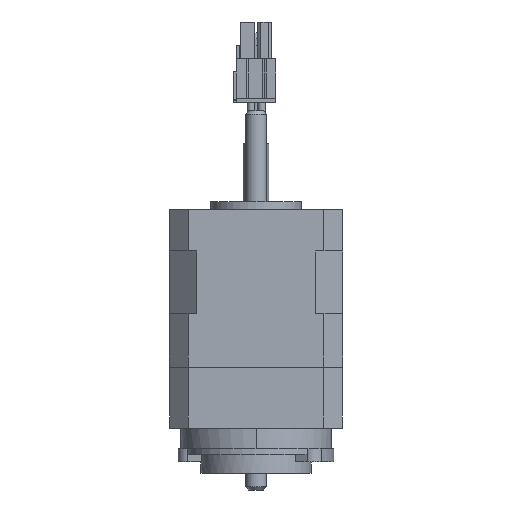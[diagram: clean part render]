
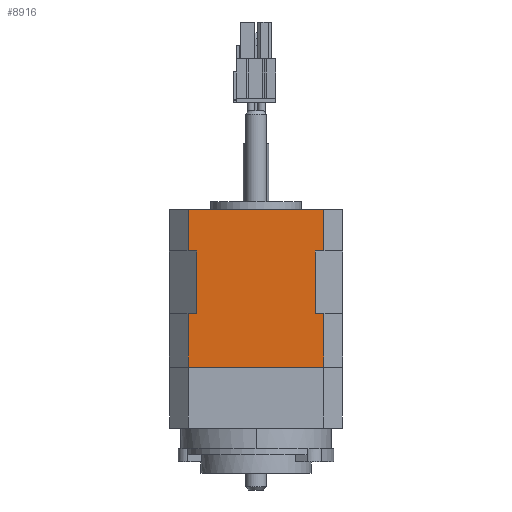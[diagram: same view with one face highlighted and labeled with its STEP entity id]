
A CAD part, front view. The second image highlights one B-rep face of the part: STEP entity #8916.
In plain terms, the highlighted planar face has unit normal (0, -1, 0).
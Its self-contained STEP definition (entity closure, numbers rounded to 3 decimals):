
#65 = VERTEX_POINT ( 'NONE', #15993 ) ;
#139 = ORIENTED_EDGE ( 'NONE', *, *, #10381, .T. ) ;
#197 = CARTESIAN_POINT ( 'NONE',  ( -16.5, -21., -10. ) ) ;
#521 = DIRECTION ( 'NONE',  ( 0., 0., 1. ) ) ;
#527 = DIRECTION ( 'NONE',  ( 1., 0., 0. ) ) ;
#965 = VECTOR ( 'NONE', #11308, 1000. ) ;
#1158 = DIRECTION ( 'NONE',  ( 0., 0., 1. ) ) ;
#1431 = ORIENTED_EDGE ( 'NONE', *, *, #13403, .T. ) ;
#1600 = DIRECTION ( 'NONE',  ( -1., 0., 0. ) ) ;
#1667 = VECTOR ( 'NONE', #6804, 1000. ) ;
#2027 = CARTESIAN_POINT ( 'NONE',  ( 21., -21., -25.1 ) ) ;
#2267 = ORIENTED_EDGE ( 'NONE', *, *, #13170, .F. ) ;
#2324 = DIRECTION ( 'NONE',  ( 1., 0., 0. ) ) ;
#3242 = VERTEX_POINT ( 'NONE', #3463 ) ;
#3463 = CARTESIAN_POINT ( 'NONE',  ( 16.5, -21., 0. ) ) ;
#3617 = ORIENTED_EDGE ( 'NONE', *, *, #16980, .F. ) ;
#3703 = FACE_OUTER_BOUND ( 'NONE', #4890, .T. ) ;
#3742 = CARTESIAN_POINT ( 'NONE',  ( -14.402, -21., -10. ) ) ;
#3762 = CARTESIAN_POINT ( 'NONE',  ( 16.5, -21., -10. ) ) ;
#4156 = EDGE_CURVE ( 'NONE', #14685, #3242, #5066, .T. ) ;
#4233 = DIRECTION ( 'NONE',  ( 0., 0., 1. ) ) ;
#4370 = DIRECTION ( 'NONE',  ( 0., 0., -1. ) ) ;
#4405 = ORIENTED_EDGE ( 'NONE', *, *, #5257, .T. ) ;
#4648 = CARTESIAN_POINT ( 'NONE',  ( -21., -21., -10. ) ) ;
#4721 = EDGE_CURVE ( 'NONE', #7427, #14103, #6904, .T. ) ;
#4890 = EDGE_LOOP ( 'NONE', ( #3617, #139, #12221, #16432, #4405, #6476, #2267, #1431, #12260, #10963, #11546, #14780 ) ) ;
#4921 = DIRECTION ( 'NONE',  ( 0., -1., 0. ) ) ;
#5066 = LINE ( 'NONE', #3762, #12073 ) ;
#5102 = CARTESIAN_POINT ( 'NONE',  ( -21., -21., -10. ) ) ;
#5257 = EDGE_CURVE ( 'NONE', #6288, #8509, #6096, .T. ) ;
#5329 = LINE ( 'NONE', #14678, #15063 ) ;
#5799 = VERTEX_POINT ( 'NONE', #3742 ) ;
#6096 = LINE ( 'NONE', #2027, #11371 ) ;
#6206 = CARTESIAN_POINT ( 'NONE',  ( 14.402, -21., -10. ) ) ;
#6288 = VERTEX_POINT ( 'NONE', #8302 ) ;
#6289 = LINE ( 'NONE', #9076, #13831 ) ;
#6476 = ORIENTED_EDGE ( 'NONE', *, *, #7267, .T. ) ;
#6489 = CARTESIAN_POINT ( 'NONE',  ( -16.5, -21., -25.1 ) ) ;
#6771 = LINE ( 'NONE', #16122, #9011 ) ;
#6804 = DIRECTION ( 'NONE',  ( 0., 0., -1. ) ) ;
#6846 = VECTOR ( 'NONE', #527, 1000. ) ;
#6904 = LINE ( 'NONE', #16265, #12353 ) ;
#7149 = EDGE_CURVE ( 'NONE', #65, #7427, #6289, .T. ) ;
#7240 = LINE ( 'NONE', #8714, #13651 ) ;
#7267 = EDGE_CURVE ( 'NONE', #8509, #13728, #8113, .T. ) ;
#7427 = VERTEX_POINT ( 'NONE', #9832 ) ;
#7493 = DIRECTION ( 'NONE',  ( -1., 0., 0. ) ) ;
#7957 = LINE ( 'NONE', #5102, #11780 ) ;
#8113 = LINE ( 'NONE', #11999, #1667 ) ;
#8302 = CARTESIAN_POINT ( 'NONE',  ( -14.402, -21., -25.1 ) ) ;
#8509 = VERTEX_POINT ( 'NONE', #6489 ) ;
#8714 = CARTESIAN_POINT ( 'NONE',  ( -16.5, -21., -10. ) ) ;
#8916 = ADVANCED_FACE ( 'NONE', ( #3703 ), #10768, .T. ) ;
#9011 = VECTOR ( 'NONE', #521, 1000. ) ;
#9076 = CARTESIAN_POINT ( 'NONE',  ( 21., -21., -25.1 ) ) ;
#9258 = CARTESIAN_POINT ( 'NONE',  ( 16.5, -21., -10. ) ) ;
#9832 = CARTESIAN_POINT ( 'NONE',  ( 14.402, -21., -25.1 ) ) ;
#10062 = VERTEX_POINT ( 'NONE', #12878 ) ;
#10197 = DIRECTION ( 'NONE',  ( 0., 0., -1. ) ) ;
#10256 = CARTESIAN_POINT ( 'NONE',  ( 16.5, -21., -10. ) ) ;
#10280 = DIRECTION ( 'NONE',  ( -1., 0., 0. ) ) ;
#10381 = EDGE_CURVE ( 'NONE', #10062, #10472, #7240, .T. ) ;
#10472 = VERTEX_POINT ( 'NONE', #197 ) ;
#10510 = DIRECTION ( 'NONE',  ( 0., 0., 1. ) ) ;
#10768 = PLANE ( 'NONE',  #10874 ) ;
#10847 = EDGE_CURVE ( 'NONE', #6288, #5799, #6771, .T. ) ;
#10874 = AXIS2_PLACEMENT_3D ( 'NONE', #12075, #4921, #10197 ) ;
#10963 = ORIENTED_EDGE ( 'NONE', *, *, #4721, .T. ) ;
#11308 = DIRECTION ( 'NONE',  ( 1., 0., 0. ) ) ;
#11371 = VECTOR ( 'NONE', #7493, 1000. ) ;
#11546 = ORIENTED_EDGE ( 'NONE', *, *, #11796, .T. ) ;
#11780 = VECTOR ( 'NONE', #2324, 1000. ) ;
#11796 = EDGE_CURVE ( 'NONE', #14103, #14685, #12427, .T. ) ;
#11999 = CARTESIAN_POINT ( 'NONE',  ( -16.5, -21., -10. ) ) ;
#12073 = VECTOR ( 'NONE', #1158, 1000. ) ;
#12075 = CARTESIAN_POINT ( 'NONE',  ( -21., -21., -10. ) ) ;
#12221 = ORIENTED_EDGE ( 'NONE', *, *, #12571, .T. ) ;
#12260 = ORIENTED_EDGE ( 'NONE', *, *, #7149, .T. ) ;
#12353 = VECTOR ( 'NONE', #4233, 1000. ) ;
#12396 = LINE ( 'NONE', #12569, #6846 ) ;
#12427 = LINE ( 'NONE', #4648, #965 ) ;
#12569 = CARTESIAN_POINT ( 'NONE',  ( -21., -21., 0. ) ) ;
#12571 = EDGE_CURVE ( 'NONE', #10472, #5799, #7957, .T. ) ;
#12878 = CARTESIAN_POINT ( 'NONE',  ( -16.5, -21., 0. ) ) ;
#12936 = VERTEX_POINT ( 'NONE', #13736 ) ;
#13170 = EDGE_CURVE ( 'NONE', #12936, #13728, #5329, .T. ) ;
#13403 = EDGE_CURVE ( 'NONE', #12936, #65, #16833, .T. ) ;
#13651 = VECTOR ( 'NONE', #4370, 1000. ) ;
#13728 = VERTEX_POINT ( 'NONE', #16300 ) ;
#13736 = CARTESIAN_POINT ( 'NONE',  ( 16.5, -21., -38.2 ) ) ;
#13831 = VECTOR ( 'NONE', #10280, 1000. ) ;
#14103 = VERTEX_POINT ( 'NONE', #6206 ) ;
#14394 = VECTOR ( 'NONE', #10510, 1000. ) ;
#14678 = CARTESIAN_POINT ( 'NONE',  ( 21., -21., -38.2 ) ) ;
#14685 = VERTEX_POINT ( 'NONE', #9258 ) ;
#14780 = ORIENTED_EDGE ( 'NONE', *, *, #4156, .T. ) ;
#15063 = VECTOR ( 'NONE', #1600, 1000. ) ;
#15993 = CARTESIAN_POINT ( 'NONE',  ( 16.5, -21., -25.1 ) ) ;
#16122 = CARTESIAN_POINT ( 'NONE',  ( -14.402, -21., -25.1 ) ) ;
#16265 = CARTESIAN_POINT ( 'NONE',  ( 14.402, -21., -25.1 ) ) ;
#16300 = CARTESIAN_POINT ( 'NONE',  ( -16.5, -21., -38.2 ) ) ;
#16432 = ORIENTED_EDGE ( 'NONE', *, *, #10847, .F. ) ;
#16833 = LINE ( 'NONE', #10256, #14394 ) ;
#16980 = EDGE_CURVE ( 'NONE', #10062, #3242, #12396, .T. ) ;
